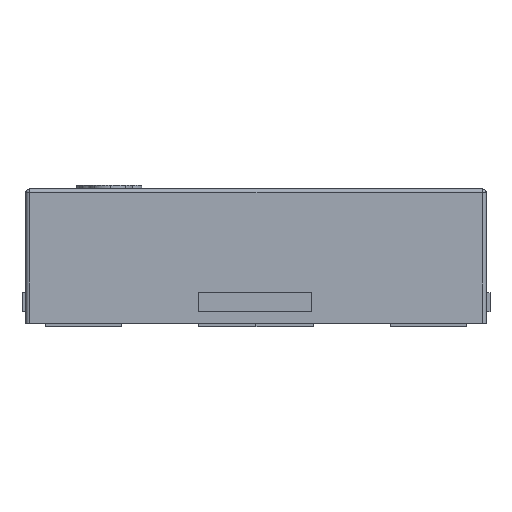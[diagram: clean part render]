
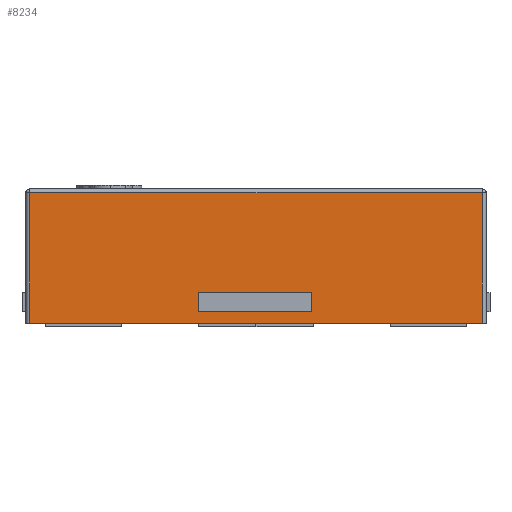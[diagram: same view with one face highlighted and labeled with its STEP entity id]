
A CAD part, left-side view. The second image highlights one B-rep face of the part: STEP entity #8234.
In plain terms, the highlighted planar face has unit normal (-1, 0, 0).
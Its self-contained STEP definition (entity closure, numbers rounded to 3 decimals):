
#39 = DIRECTION ( 'NONE',  ( 0., 0., -1. ) ) ;
#42 = FACE_BOUND ( 'NONE', #4703, .T. ) ;
#800 = LINE ( 'NONE', #3529, #14163 ) ;
#971 = DIRECTION ( 'NONE',  ( 0., 0., -1. ) ) ;
#1075 = VERTEX_POINT ( 'NONE', #10183 ) ;
#1124 = CARTESIAN_POINT ( 'NONE',  ( -0.6, 0.6, 0. ) ) ;
#1285 = CARTESIAN_POINT ( 'NONE',  ( -0.6, -0.145, 0.029 ) ) ;
#1308 = LINE ( 'NONE', #7023, #8833 ) ;
#1438 = CARTESIAN_POINT ( 'NONE',  ( -0.6, 0.59, 0.35 ) ) ;
#1466 = DIRECTION ( 'NONE',  ( 0., 1., 0. ) ) ;
#1600 = VECTOR ( 'NONE', #39, 1000. ) ;
#1715 = VERTEX_POINT ( 'NONE', #12446 ) ;
#1766 = EDGE_LOOP ( 'NONE', ( #13284, #11635, #12221, #10710 ) ) ;
#1877 = DIRECTION ( 'NONE',  ( 0., 0., 1. ) ) ;
#1998 = EDGE_CURVE ( 'NONE', #4161, #13302, #13940, .T. ) ;
#2068 = LINE ( 'NONE', #4966, #9035 ) ;
#2325 = DIRECTION ( 'NONE',  ( 0., -1., 0. ) ) ;
#2463 = EDGE_CURVE ( 'NONE', #1715, #15161, #3500, .T. ) ;
#2675 = EDGE_CURVE ( 'NONE', #13302, #1715, #1308, .T. ) ;
#3500 = LINE ( 'NONE', #9105, #13511 ) ;
#3529 = CARTESIAN_POINT ( 'NONE',  ( -0.6, -0.145, 0.079 ) ) ;
#4161 = VERTEX_POINT ( 'NONE', #17330 ) ;
#4703 = EDGE_LOOP ( 'NONE', ( #5910, #8801, #9141, #9270 ) ) ;
#4794 = VERTEX_POINT ( 'NONE', #5497 ) ;
#4966 = CARTESIAN_POINT ( 'NONE',  ( -0.6, 0.15, 0.079 ) ) ;
#5497 = CARTESIAN_POINT ( 'NONE',  ( -0.6, -0.145, 0.029 ) ) ;
#5910 = ORIENTED_EDGE ( 'NONE', *, *, #14626, .T. ) ;
#6604 = CARTESIAN_POINT ( 'NONE',  ( -0.6, -0.59, 0. ) ) ;
#6664 = EDGE_CURVE ( 'NONE', #1075, #11829, #2068, .T. ) ;
#6839 = DIRECTION ( 'NONE',  ( 0., -1., 0. ) ) ;
#7023 = CARTESIAN_POINT ( 'NONE',  ( -0.6, -0.59, 0.35 ) ) ;
#7596 = EDGE_CURVE ( 'NONE', #15161, #4161, #14256, .T. ) ;
#7704 = DIRECTION ( 'NONE',  ( 0., 1., 0. ) ) ;
#8234 = ADVANCED_FACE ( 'NONE', ( #42, #11636 ), #15831, .F. ) ;
#8310 = LINE ( 'NONE', #10846, #11483 ) ;
#8801 = ORIENTED_EDGE ( 'NONE', *, *, #9300, .T. ) ;
#8813 = CARTESIAN_POINT ( 'NONE',  ( -0.6, 0.15, 0.079 ) ) ;
#8826 = DIRECTION ( 'NONE',  ( 1., 0., 0. ) ) ;
#8833 = VECTOR ( 'NONE', #15621, 1000. ) ;
#9035 = VECTOR ( 'NONE', #1877, 1000. ) ;
#9105 = CARTESIAN_POINT ( 'NONE',  ( -0.6, 0.6, 0.34 ) ) ;
#9141 = ORIENTED_EDGE ( 'NONE', *, *, #6664, .T. ) ;
#9270 = ORIENTED_EDGE ( 'NONE', *, *, #14347, .T. ) ;
#9300 = EDGE_CURVE ( 'NONE', #4794, #1075, #18406, .T. ) ;
#9692 = CARTESIAN_POINT ( 'NONE',  ( -0.6, -0.145, 0.079 ) ) ;
#10183 = CARTESIAN_POINT ( 'NONE',  ( -0.6, 0.15, 0.029 ) ) ;
#10710 = ORIENTED_EDGE ( 'NONE', *, *, #2675, .T. ) ;
#10846 = CARTESIAN_POINT ( 'NONE',  ( -0.6, -0.145, 0.079 ) ) ;
#11483 = VECTOR ( 'NONE', #2325, 1000. ) ;
#11635 = ORIENTED_EDGE ( 'NONE', *, *, #7596, .T. ) ;
#11636 = FACE_OUTER_BOUND ( 'NONE', #1766, .T. ) ;
#11829 = VERTEX_POINT ( 'NONE', #8813 ) ;
#12221 = ORIENTED_EDGE ( 'NONE', *, *, #1998, .T. ) ;
#12446 = CARTESIAN_POINT ( 'NONE',  ( -0.6, -0.59, 0.34 ) ) ;
#13284 = ORIENTED_EDGE ( 'NONE', *, *, #2463, .T. ) ;
#13302 = VERTEX_POINT ( 'NONE', #6604 ) ;
#13345 = VERTEX_POINT ( 'NONE', #9692 ) ;
#13511 = VECTOR ( 'NONE', #7704, 1000. ) ;
#13940 = LINE ( 'NONE', #1124, #16306 ) ;
#14163 = VECTOR ( 'NONE', #971, 1000. ) ;
#14256 = LINE ( 'NONE', #1438, #1600 ) ;
#14347 = EDGE_CURVE ( 'NONE', #11829, #13345, #8310, .T. ) ;
#14549 = DIRECTION ( 'NONE',  ( 0., 1., 0. ) ) ;
#14626 = EDGE_CURVE ( 'NONE', #13345, #4794, #800, .T. ) ;
#15161 = VERTEX_POINT ( 'NONE', #15890 ) ;
#15294 = AXIS2_PLACEMENT_3D ( 'NONE', #15920, #8826, #14549 ) ;
#15621 = DIRECTION ( 'NONE',  ( 0., 0., 1. ) ) ;
#15831 = PLANE ( 'NONE',  #15294 ) ;
#15890 = CARTESIAN_POINT ( 'NONE',  ( -0.6, 0.59, 0.34 ) ) ;
#15920 = CARTESIAN_POINT ( 'NONE',  ( -0.6, 0.6, 0.35 ) ) ;
#16306 = VECTOR ( 'NONE', #6839, 1000. ) ;
#16757 = VECTOR ( 'NONE', #1466, 1000. ) ;
#17330 = CARTESIAN_POINT ( 'NONE',  ( -0.6, 0.59, 0. ) ) ;
#18406 = LINE ( 'NONE', #1285, #16757 ) ;
